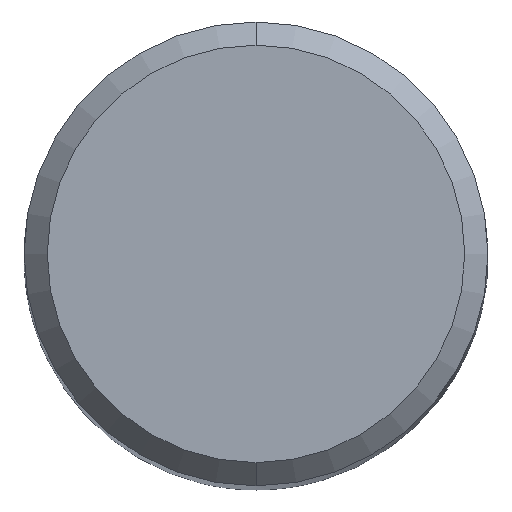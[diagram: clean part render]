
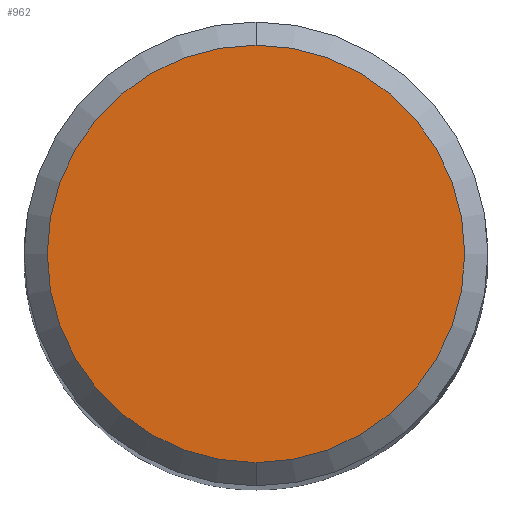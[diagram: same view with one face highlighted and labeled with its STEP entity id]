
A CAD part, top view. The second image highlights one B-rep face of the part: STEP entity #962.
In plain terms, the highlighted planar face has unit normal (0, 0, 1).
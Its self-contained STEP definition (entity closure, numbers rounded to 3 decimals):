
#612=EDGE_CURVE('',#870,#728,#1395,.T.);
#640=EDGE_CURVE('',#728,#870,#1427,.T.);
#728=VERTEX_POINT('',#1521);
#870=VERTEX_POINT('',#1674);
#962=ADVANCED_FACE('',(#1772),#1773,.T.);
#1395=CIRCLE('',#2929,3.6);
#1427=CIRCLE('',#3142,3.6);
#1521=CARTESIAN_POINT('',(0.,-3.6,0.0));
#1674=CARTESIAN_POINT('',(0.0,3.6,0.0));
#1772=FACE_OUTER_BOUND('',#4620,.T.);
#1773=PLANE('',#4621);
#2929=AXIS2_PLACEMENT_3D('',#5716,#5717,#5718);
#3142=AXIS2_PLACEMENT_3D('',#5763,#5764,#5765);
#4620=EDGE_LOOP('',(#6106,#6107));
#4621=AXIS2_PLACEMENT_3D('',#6108,#6109,#6110);
#5716=CARTESIAN_POINT('',(0.0,0.0,0.0));
#5717=DIRECTION('',(0.0,0.0,-1.0));
#5718=DIRECTION('',(0.0,1.0,0.0));
#5763=CARTESIAN_POINT('',(0.0,0.0,0.0));
#5764=DIRECTION('',(0.0,0.0,-1.0));
#5765=DIRECTION('',(0.0,1.0,0.0));
#6106=ORIENTED_EDGE('',*,*,#612,.F.);
#6107=ORIENTED_EDGE('',*,*,#640,.F.);
#6108=CARTESIAN_POINT('',(0.0,1.8,0.0));
#6109=DIRECTION('',(-0.0,0.0,1.0));
#6110=DIRECTION('',(0.0,-1.0,0.0));
